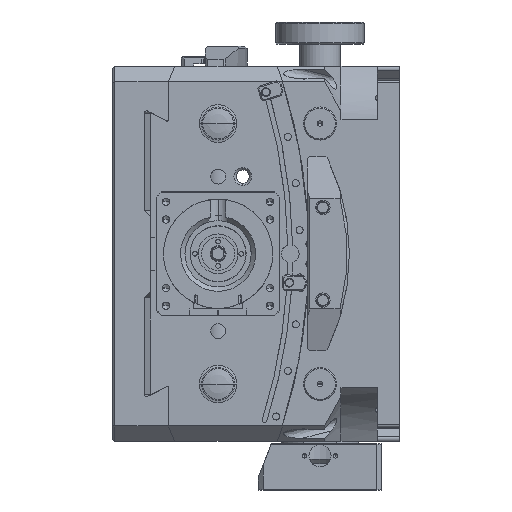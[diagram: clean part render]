
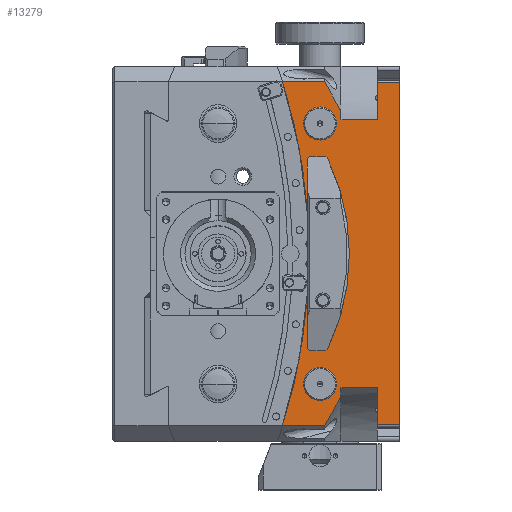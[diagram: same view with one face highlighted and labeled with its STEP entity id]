
A CAD part, left-side view. The second image highlights one B-rep face of the part: STEP entity #13279.
In plain terms, the highlighted planar face has unit normal (-1, 0, 0).
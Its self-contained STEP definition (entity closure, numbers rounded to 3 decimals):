
#1795=DIRECTION('',(0.,-1.,0.));
#1796=VECTOR('',#1795,7.174);
#1797=CARTESIAN_POINT('',(-85.,40.7,-44.));
#1798=LINE('',#1797,#1796);
#1799=DIRECTION('',(0.,-0.847,0.532));
#1800=VECTOR('',#1799,1.064);
#1801=CARTESIAN_POINT('',(-85.,33.526,-44.));
#1802=LINE('',#1801,#1800);
#1803=CARTESIAN_POINT('',(-85.,122.7,0.));
#1804=DIRECTION('',(-1.,0.,0.));
#1805=DIRECTION('',(0.,-0.901,-0.434));
#1806=AXIS2_PLACEMENT_3D('',#1803,#1804,#1805);
#1808=DIRECTION('',(0.,-0.847,-0.532));
#1809=VECTOR('',#1808,1.064);
#1810=CARTESIAN_POINT('',(-85.,33.526,44.));
#1811=LINE('',#1810,#1809);
#1812=DIRECTION('',(0.,1.,0.));
#1813=VECTOR('',#1812,7.174);
#1814=CARTESIAN_POINT('',(-85.,33.526,44.));
#1815=LINE('',#1814,#1813);
#1816=DIRECTION('',(0.,-0.707,0.707));
#1817=VECTOR('',#1816,1.414);
#1818=CARTESIAN_POINT('',(-85.,41.7,43.));
#1819=LINE('',#1818,#1817);
#1820=DIRECTION('',(0.,0.,-1.));
#1821=VECTOR('',#1820,23.971);
#1822=CARTESIAN_POINT('',(-85.,41.7,43.));
#1823=LINE('',#1822,#1821);
#1824=CARTESIAN_POINT('',(-85.,300.,0.));
#1825=DIRECTION('',(-1.,0.,0.));
#1826=DIRECTION('',(0.,-0.997,0.073));
#1827=AXIS2_PLACEMENT_3D('',#1824,#1825,#1826);
#1829=DIRECTION('',(0.,-1.,0.));
#1830=VECTOR('',#1829,19.159);
#1831=CARTESIAN_POINT('',(-85.,53.024,78.));
#1832=LINE('',#1831,#1830);
#1833=CARTESIAN_POINT('',(-85.,26.5,64.49));
#1834=CARTESIAN_POINT('',(-85.,26.926,65.209));
#1835=CARTESIAN_POINT('',(-85.,27.772,66.657));
#1836=CARTESIAN_POINT('',(-85.,29.026,68.861));
#1837=CARTESIAN_POINT('',(-85.,30.263,71.096));
#1838=CARTESIAN_POINT('',(-85.,31.483,73.364));
#1839=CARTESIAN_POINT('',(-85.,32.685,75.663));
#1840=CARTESIAN_POINT('',(-85.,33.474,77.217));
#1841=CARTESIAN_POINT('',(-85.,33.865,78.));
#1843=DIRECTION('',(0.,0.,-1.));
#1844=VECTOR('',#1843,3.866);
#1845=CARTESIAN_POINT('',(-85.,26.5,64.49));
#1846=LINE('',#1845,#1844);
#1847=DIRECTION('',(0.,-1.,0.));
#1848=VECTOR('',#1847,16.5);
#1849=CARTESIAN_POINT('',(-85.,26.5,60.624));
#1850=LINE('',#1849,#1848);
#1851=DIRECTION('',(0.,0.,-1.));
#1852=VECTOR('',#1851,16.812);
#1853=CARTESIAN_POINT('',(-85.,10.,77.436));
#1854=LINE('',#1853,#1852);
#1855=DIRECTION('',(0.,1.,0.));
#1856=VECTOR('',#1855,10.);
#1857=CARTESIAN_POINT('',(-85.,0.,77.436));
#1858=LINE('',#1857,#1856);
#1859=DIRECTION('',(0.,-1.,0.));
#1860=VECTOR('',#1859,10.);
#1861=CARTESIAN_POINT('',(-85.,10.,-77.436));
#1862=LINE('',#1861,#1860);
#1863=DIRECTION('',(0.,0.,1.));
#1864=VECTOR('',#1863,16.812);
#1865=CARTESIAN_POINT('',(-85.,10.,-77.436));
#1866=LINE('',#1865,#1864);
#1867=DIRECTION('',(0.,-1.,0.));
#1868=VECTOR('',#1867,16.5);
#1869=CARTESIAN_POINT('',(-85.,26.5,-60.624));
#1870=LINE('',#1869,#1868);
#1871=DIRECTION('',(0.,0.,1.));
#1872=VECTOR('',#1871,3.866);
#1873=CARTESIAN_POINT('',(-85.,26.5,-64.49));
#1874=LINE('',#1873,#1872);
#1875=CARTESIAN_POINT('',(-85.,33.865,-78.));
#1876=CARTESIAN_POINT('',(-85.,33.474,-77.217));
#1877=CARTESIAN_POINT('',(-85.,32.685,-75.663));
#1878=CARTESIAN_POINT('',(-85.,31.483,-73.364));
#1879=CARTESIAN_POINT('',(-85.,30.263,-71.096));
#1880=CARTESIAN_POINT('',(-85.,29.026,-68.861));
#1881=CARTESIAN_POINT('',(-85.,27.772,-66.657));
#1882=CARTESIAN_POINT('',(-85.,26.926,-65.209));
#1883=CARTESIAN_POINT('',(-85.,26.5,-64.49));
#1885=DIRECTION('',(0.,-1.,0.));
#1886=VECTOR('',#1885,19.159);
#1887=CARTESIAN_POINT('',(-85.,53.024,-78.));
#1888=LINE('',#1887,#1886);
#1889=CARTESIAN_POINT('',(-85.,300.,0.));
#1890=DIRECTION('',(-1.,0.,0.));
#1891=DIRECTION('',(0.,-0.954,-0.301));
#1892=AXIS2_PLACEMENT_3D('',#1889,#1890,#1891);
#1894=DIRECTION('',(0.,0.,-1.));
#1895=VECTOR('',#1894,23.971);
#1896=CARTESIAN_POINT('',(-85.,41.7,-19.029));
#1897=LINE('',#1896,#1895);
#1898=DIRECTION('',(0.,0.707,0.707));
#1899=VECTOR('',#1898,1.414);
#1900=CARTESIAN_POINT('',(-85.,40.7,-44.));
#1901=LINE('',#1900,#1899);
#1902=CARTESIAN_POINT('',(-85.,36.,-59.));
#1903=DIRECTION('',(1.,0.,0.));
#1904=DIRECTION('',(0.,-1.,0.));
#1905=AXIS2_PLACEMENT_3D('',#1902,#1903,#1904);
#1907=CARTESIAN_POINT('',(-85.,36.,-59.));
#1908=DIRECTION('',(1.,0.,0.));
#1909=DIRECTION('',(0.,1.,0.));
#1910=AXIS2_PLACEMENT_3D('',#1907,#1908,#1909);
#1912=CARTESIAN_POINT('',(-85.,36.,59.));
#1913=DIRECTION('',(1.,0.,0.));
#1914=DIRECTION('',(0.,-1.,0.));
#1915=AXIS2_PLACEMENT_3D('',#1912,#1913,#1914);
#1917=CARTESIAN_POINT('',(-85.,36.,59.));
#1918=DIRECTION('',(1.,0.,0.));
#1919=DIRECTION('',(0.,1.,0.));
#1920=AXIS2_PLACEMENT_3D('',#1917,#1918,#1919);
#2476=CARTESIAN_POINT('',(-85.,53.024,-78.));
#2483=CARTESIAN_POINT('',(-85.,53.024,78.));
#3145=DIRECTION('',(0.,0.,1.));
#3146=VECTOR('',#3145,154.872);
#3147=CARTESIAN_POINT('',(-85.,0.,-77.436));
#3148=LINE('',#3147,#3146);
#9880=CARTESIAN_POINT('',(-85.,26.5,-60.624));
#9881=CARTESIAN_POINT('',(-85.,10.,-60.624));
#9882=VERTEX_POINT('',#9880);
#9883=VERTEX_POINT('',#9881);
#9888=CARTESIAN_POINT('',(-85.,26.5,60.624));
#9889=CARTESIAN_POINT('',(-85.,10.,60.624));
#9890=VERTEX_POINT('',#9888);
#9891=VERTEX_POINT('',#9889);
#9940=CARTESIAN_POINT('',(-85.,28.5,-59.));
#9941=CARTESIAN_POINT('',(-85.,43.5,-59.));
#9942=VERTEX_POINT('',#9940);
#9943=VERTEX_POINT('',#9941);
#9948=CARTESIAN_POINT('',(-85.,28.5,59.));
#9949=CARTESIAN_POINT('',(-85.,43.5,59.));
#9950=VERTEX_POINT('',#9948);
#9951=VERTEX_POINT('',#9949);
#10025=VERTEX_POINT('',#2476);
#10026=VERTEX_POINT('',#2483);
#10030=CARTESIAN_POINT('',(-85.,10.,77.436));
#10032=VERTEX_POINT('',#10030);
#10036=CARTESIAN_POINT('',(-85.,0.,77.436));
#10037=VERTEX_POINT('',#10036);
#10086=CARTESIAN_POINT('',(-85.,0.,-77.436));
#10088=VERTEX_POINT('',#10086);
#10092=CARTESIAN_POINT('',(-85.,10.,-77.436));
#10093=VERTEX_POINT('',#10092);
#10426=VERTEX_POINT('',#1833);
#10427=VERTEX_POINT('',#1841);
#10436=VERTEX_POINT('',#1875);
#10437=VERTEX_POINT('',#1883);
#11160=CARTESIAN_POINT('',(-85.,40.7,-44.));
#11161=CARTESIAN_POINT('',(-85.,33.526,-44.));
#11162=VERTEX_POINT('',#11160);
#11163=VERTEX_POINT('',#11161);
#11164=CARTESIAN_POINT('',(-85.,33.526,44.));
#11165=CARTESIAN_POINT('',(-85.,40.7,44.));
#11166=VERTEX_POINT('',#11164);
#11167=VERTEX_POINT('',#11165);
#11168=CARTESIAN_POINT('',(-85.,41.7,43.));
#11169=CARTESIAN_POINT('',(-85.,41.7,19.029));
#11170=VERTEX_POINT('',#11168);
#11171=VERTEX_POINT('',#11169);
#11172=CARTESIAN_POINT('',(-85.,41.7,-19.029));
#11173=CARTESIAN_POINT('',(-85.,41.7,-43.));
#11174=VERTEX_POINT('',#11172);
#11175=VERTEX_POINT('',#11173);
#11188=CARTESIAN_POINT('',(-85.,32.625,-43.434));
#11189=CARTESIAN_POINT('',(-85.,32.625,43.434));
#11190=VERTEX_POINT('',#11188);
#11191=VERTEX_POINT('',#11189);
#13214=CARTESIAN_POINT('',(-85.,0.,-85.));
#13215=DIRECTION('',(-1.,0.,0.));
#13216=DIRECTION('',(0.,0.,1.));
#13217=AXIS2_PLACEMENT_3D('',#13214,#13215,#13216);
#13218=PLANE('',#13217);
#13220=ORIENTED_EDGE('',*,*,#13219,.T.);
#13222=ORIENTED_EDGE('',*,*,#13221,.T.);
#13224=ORIENTED_EDGE('',*,*,#13223,.T.);
#13226=ORIENTED_EDGE('',*,*,#13225,.F.);
#13228=ORIENTED_EDGE('',*,*,#13227,.T.);
#13230=ORIENTED_EDGE('',*,*,#13229,.F.);
#13232=ORIENTED_EDGE('',*,*,#13231,.T.);
#13234=ORIENTED_EDGE('',*,*,#13233,.T.);
#13236=ORIENTED_EDGE('',*,*,#13235,.T.);
#13238=ORIENTED_EDGE('',*,*,#13237,.F.);
#13240=ORIENTED_EDGE('',*,*,#13239,.T.);
#13242=ORIENTED_EDGE('',*,*,#13241,.T.);
#13244=ORIENTED_EDGE('',*,*,#13243,.F.);
#13246=ORIENTED_EDGE('',*,*,#13245,.F.);
#13248=ORIENTED_EDGE('',*,*,#13247,.F.);
#13250=ORIENTED_EDGE('',*,*,#13249,.F.);
#13252=ORIENTED_EDGE('',*,*,#13251,.T.);
#13254=ORIENTED_EDGE('',*,*,#13253,.F.);
#13255=ORIENTED_EDGE('',*,*,#13206,.F.);
#13256=ORIENTED_EDGE('',*,*,#13195,.F.);
#13258=ORIENTED_EDGE('',*,*,#13257,.F.);
#13260=ORIENTED_EDGE('',*,*,#13259,.T.);
#13262=ORIENTED_EDGE('',*,*,#13261,.T.);
#13264=ORIENTED_EDGE('',*,*,#13263,.F.);
#13265=EDGE_LOOP('',(#13220,#13222,#13224,#13226,#13228,#13230,#13232,#13234,
#13236,#13238,#13240,#13242,#13244,#13246,#13248,#13250,#13252,#13254,#13255,
#13256,#13258,#13260,#13262,#13264));
#13266=FACE_OUTER_BOUND('',#13265,.F.);
#13268=ORIENTED_EDGE('',*,*,#13267,.F.);
#13270=ORIENTED_EDGE('',*,*,#13269,.F.);
#13271=EDGE_LOOP('',(#13268,#13270));
#13272=FACE_BOUND('',#13271,.F.);
#13274=ORIENTED_EDGE('',*,*,#13273,.F.);
#13276=ORIENTED_EDGE('',*,*,#13275,.F.);
#13277=EDGE_LOOP('',(#13274,#13276));
#13278=FACE_BOUND('',#13277,.F.);
#13279=ADVANCED_FACE('',(#13266,#13272,#13278),#13218,.T.);
#1807=CIRCLE('',#1806,100.);
#1828=CIRCLE('',#1827,259.);
#1842=B_SPLINE_CURVE_WITH_KNOTS('',3,(#1833,#1834,#1835,#1836,#1837,#1838,#1839,
#1840,#1841),.UNSPECIFIED.,.F.,.F.,(4,1,1,1,1,1,4),(0.,0.167,
0.333,0.5,0.667,0.833,1.),
.UNSPECIFIED.);
#1884=B_SPLINE_CURVE_WITH_KNOTS('',3,(#1875,#1876,#1877,#1878,#1879,#1880,#1881,
#1882,#1883),.UNSPECIFIED.,.F.,.F.,(4,1,1,1,1,1,4),(0.,0.167,
0.333,0.5,0.667,0.833,1.),
.UNSPECIFIED.);
#1893=CIRCLE('',#1892,259.);
#1906=CIRCLE('',#1905,7.5);
#1911=CIRCLE('',#1910,7.5);
#1916=CIRCLE('',#1915,7.5);
#1921=CIRCLE('',#1920,7.5);
#13195=EDGE_CURVE('',#10436,#10437,#1884,.T.);
#13206=EDGE_CURVE('',#10437,#9882,#1874,.T.);
#13219=EDGE_CURVE('',#11162,#11163,#1798,.T.);
#13221=EDGE_CURVE('',#11163,#11190,#1802,.T.);
#13223=EDGE_CURVE('',#11190,#11191,#1807,.T.);
#13225=EDGE_CURVE('',#11166,#11191,#1811,.T.);
#13227=EDGE_CURVE('',#11166,#11167,#1815,.T.);
#13229=EDGE_CURVE('',#11170,#11167,#1819,.T.);
#13231=EDGE_CURVE('',#11170,#11171,#1823,.T.);
#13233=EDGE_CURVE('',#11171,#10026,#1828,.T.);
#13235=EDGE_CURVE('',#10026,#10427,#1832,.T.);
#13237=EDGE_CURVE('',#10426,#10427,#1842,.T.);
#13239=EDGE_CURVE('',#10426,#9890,#1846,.T.);
#13241=EDGE_CURVE('',#9890,#9891,#1850,.T.);
#13243=EDGE_CURVE('',#10032,#9891,#1854,.T.);
#13245=EDGE_CURVE('',#10037,#10032,#1858,.T.);
#13247=EDGE_CURVE('',#10088,#10037,#3148,.T.);
#13249=EDGE_CURVE('',#10093,#10088,#1862,.T.);
#13251=EDGE_CURVE('',#10093,#9883,#1866,.T.);
#13253=EDGE_CURVE('',#9882,#9883,#1870,.T.);
#13257=EDGE_CURVE('',#10025,#10436,#1888,.T.);
#13259=EDGE_CURVE('',#10025,#11174,#1893,.T.);
#13261=EDGE_CURVE('',#11174,#11175,#1897,.T.);
#13263=EDGE_CURVE('',#11162,#11175,#1901,.T.);
#13267=EDGE_CURVE('',#9942,#9943,#1906,.T.);
#13269=EDGE_CURVE('',#9943,#9942,#1911,.T.);
#13273=EDGE_CURVE('',#9950,#9951,#1916,.T.);
#13275=EDGE_CURVE('',#9951,#9950,#1921,.T.);
